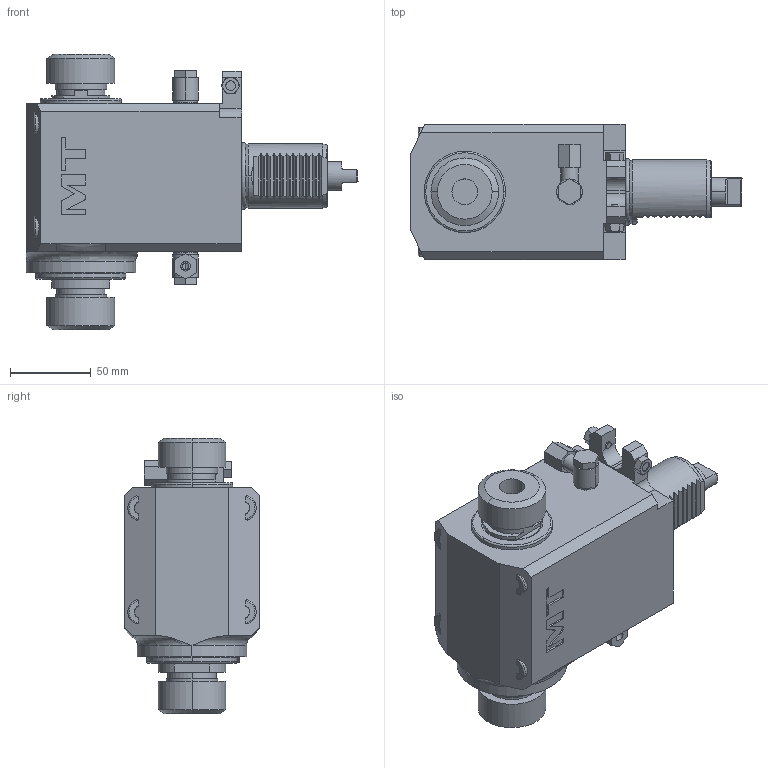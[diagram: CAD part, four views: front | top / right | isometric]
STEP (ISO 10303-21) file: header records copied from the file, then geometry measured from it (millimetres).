
FILE_DESCRIPTION((''),'2;1');
FILE_NAME('DUP0240225_CONF','2024-12-13T16:54:58',('fpalella'),('M.T. srl'),'CREO PARAMETRIC BY PTC INC, 2023352','CREO PARAMETRIC BY PTC INC, 2023352','');
FILE_SCHEMA(('CONFIG_CONTROL_DESIGN'));
Length unit declared in the file: millimetre
Products named in the file (1): DUP0240225_CONF
Bounding box: 206 x 84 x 170.82 mm (x, y, z)
Volume: 1217718.9 mm3; surface area: 93781.3 mm2
Topology: 1 solids, 1 shells, 430 faces, 1062 edges, 672 vertices
Faces by surface type: plane 240, cylinder 116, cone 49, torus 19, extrusion 4, bspline 2
Entity records: 14232 total; most frequent: CARTESIAN_POINT 4093, ORIENTED_EDGE 2120, DIRECTION 2061, EDGE_CURVE 1060, AXIS2_PLACEMENT_3D 745, VERTEX_POINT 672, VECTOR 571, LINE 567
